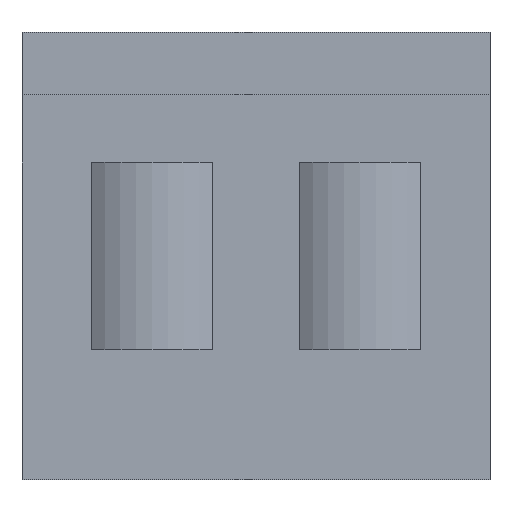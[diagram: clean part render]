
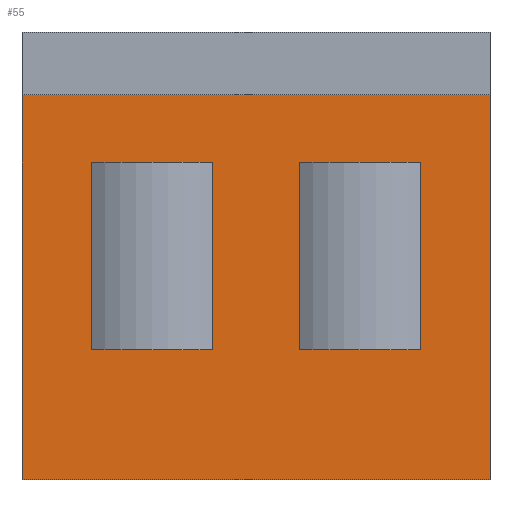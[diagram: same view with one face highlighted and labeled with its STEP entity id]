
A CAD part, top view. The second image highlights one B-rep face of the part: STEP entity #55.
In plain terms, the highlighted planar face has unit normal (0, 0, 1).
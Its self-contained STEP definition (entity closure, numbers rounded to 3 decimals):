
#55=ADVANCED_FACE('',(#131,#132,#133),#134,.T.);
#131=FACE_OUTER_BOUND('',#220,.T.);
#132=FACE_BOUND('',#221,.T.);
#133=FACE_BOUND('',#222,.T.);
#134=PLANE('',#223);
#220=EDGE_LOOP('',(#323,#324,#325,#326));
#221=EDGE_LOOP('',(#327,#328,#329,#330));
#222=EDGE_LOOP('',(#331,#332,#333,#334));
#223=AXIS2_PLACEMENT_3D('',#335,#336,#337);
#323=ORIENTED_EDGE('',*,*,#510,.T.);
#324=ORIENTED_EDGE('',*,*,#511,.T.);
#325=ORIENTED_EDGE('',*,*,#512,.F.);
#326=ORIENTED_EDGE('',*,*,#513,.F.);
#327=ORIENTED_EDGE('',*,*,#514,.T.);
#328=ORIENTED_EDGE('',*,*,#515,.F.);
#329=ORIENTED_EDGE('',*,*,#516,.F.);
#330=ORIENTED_EDGE('',*,*,#517,.T.);
#331=ORIENTED_EDGE('',*,*,#518,.T.);
#332=ORIENTED_EDGE('',*,*,#519,.F.);
#333=ORIENTED_EDGE('',*,*,#520,.F.);
#334=ORIENTED_EDGE('',*,*,#521,.T.);
#335=CARTESIAN_POINT('',(-22.5,21.5,-1.5));
#336=DIRECTION('',(0.0,0.0,1.0));
#337=DIRECTION('',(1.0,-0.0,0.0));
#510=EDGE_CURVE('',#597,#598,#599,.T.);
#511=EDGE_CURVE('',#598,#600,#601,.T.);
#512=EDGE_CURVE('',#602,#600,#603,.T.);
#513=EDGE_CURVE('',#597,#602,#604,.T.);
#514=EDGE_CURVE('',#605,#606,#607,.T.);
#515=EDGE_CURVE('',#608,#606,#609,.T.);
#516=EDGE_CURVE('',#610,#608,#611,.T.);
#517=EDGE_CURVE('',#610,#605,#612,.T.);
#518=EDGE_CURVE('',#613,#614,#615,.T.);
#519=EDGE_CURVE('',#616,#614,#617,.T.);
#520=EDGE_CURVE('',#618,#616,#619,.T.);
#521=EDGE_CURVE('',#618,#613,#620,.T.);
#597=VERTEX_POINT('',#721);
#598=VERTEX_POINT('',#722);
#599=LINE('',#723,#724);
#600=VERTEX_POINT('',#725);
#601=LINE('',#726,#727);
#602=VERTEX_POINT('',#728);
#603=LINE('',#729,#730);
#604=LINE('',#731,#732);
#605=VERTEX_POINT('',#733);
#606=VERTEX_POINT('',#734);
#607=LINE('',#735,#736);
#608=VERTEX_POINT('',#737);
#609=LINE('',#738,#739);
#610=VERTEX_POINT('',#740);
#611=LINE('',#741,#742);
#612=LINE('',#743,#744);
#613=VERTEX_POINT('',#745);
#614=VERTEX_POINT('',#746);
#615=LINE('',#747,#748);
#616=VERTEX_POINT('',#749);
#617=LINE('',#750,#751);
#618=VERTEX_POINT('',#752);
#619=LINE('',#753,#754);
#620=LINE('',#755,#756);
#721=CARTESIAN_POINT('',(-22.5,15.5,-1.5));
#722=CARTESIAN_POINT('',(-22.5,-21.5,-1.5));
#723=CARTESIAN_POINT('',(-22.5,15.5,-1.5));
#724=VECTOR('',#859,37.0);
#725=CARTESIAN_POINT('',(22.5,-21.5,-1.5));
#726=CARTESIAN_POINT('',(-22.5,-21.5,-1.5));
#727=VECTOR('',#860,45.0);
#728=CARTESIAN_POINT('',(22.5,15.5,-1.5));
#729=CARTESIAN_POINT('',(22.5,15.5,-1.5));
#730=VECTOR('',#861,37.0);
#731=CARTESIAN_POINT('',(-22.5,15.5,-1.5));
#732=VECTOR('',#862,45.0);
#733=CARTESIAN_POINT('',(-4.169,9.0,-1.5));
#734=CARTESIAN_POINT('',(-4.169,-9.0,-1.5));
#735=CARTESIAN_POINT('',(-4.169,9.0,-1.5));
#736=VECTOR('',#863,18.0);
#737=CARTESIAN_POINT('',(-15.831,-9.0,-1.5));
#738=CARTESIAN_POINT('',(-15.831,-9.0,-1.5));
#739=VECTOR('',#864,11.662);
#740=CARTESIAN_POINT('',(-15.831,9.0,-1.5));
#741=CARTESIAN_POINT('',(-15.831,9.0,-1.5));
#742=VECTOR('',#865,18.0);
#743=CARTESIAN_POINT('',(-15.831,9.0,-1.5));
#744=VECTOR('',#866,11.662);
#745=CARTESIAN_POINT('',(15.831,9.0,-1.5));
#746=CARTESIAN_POINT('',(15.831,-9.0,-1.5));
#747=CARTESIAN_POINT('',(15.831,9.0,-1.5));
#748=VECTOR('',#867,18.0);
#749=CARTESIAN_POINT('',(4.169,-9.0,-1.5));
#750=CARTESIAN_POINT('',(4.169,-9.0,-1.5));
#751=VECTOR('',#868,11.662);
#752=CARTESIAN_POINT('',(4.169,9.0,-1.5));
#753=CARTESIAN_POINT('',(4.169,9.0,-1.5));
#754=VECTOR('',#869,18.0);
#755=CARTESIAN_POINT('',(4.169,9.0,-1.5));
#756=VECTOR('',#870,11.662);
#859=DIRECTION('',(0.0,-1.0,0.0));
#860=DIRECTION('',(1.0,0.0,0.0));
#861=DIRECTION('',(0.0,-1.0,0.0));
#862=DIRECTION('',(1.0,0.0,0.0));
#863=DIRECTION('',(0.0,-1.0,0.0));
#864=DIRECTION('',(1.0,0.0,0.0));
#865=DIRECTION('',(0.0,-1.0,0.0));
#866=DIRECTION('',(1.0,0.0,0.0));
#867=DIRECTION('',(0.0,-1.0,0.0));
#868=DIRECTION('',(1.0,0.0,0.0));
#869=DIRECTION('',(0.0,-1.0,0.0));
#870=DIRECTION('',(1.0,0.0,0.0));
